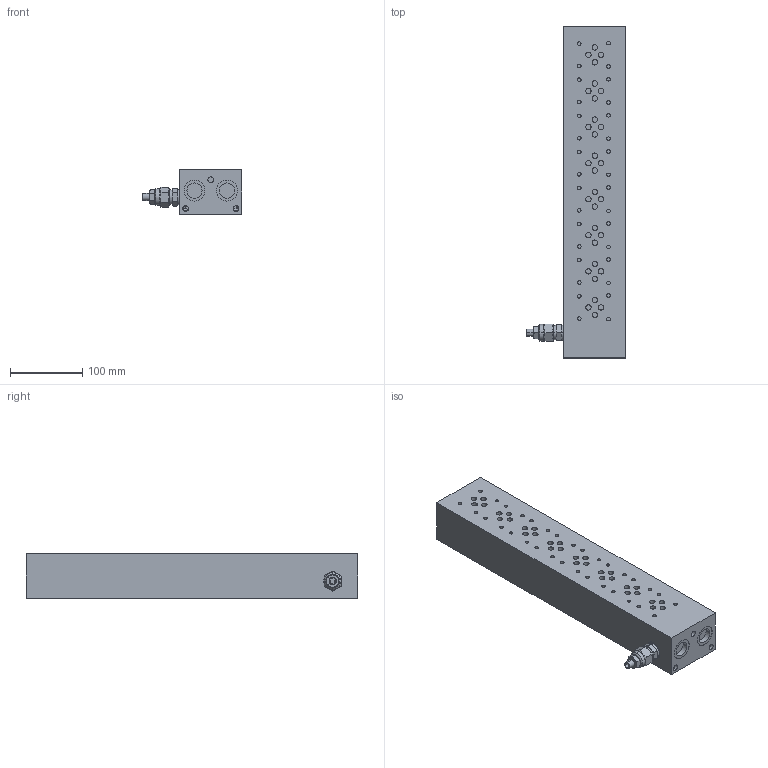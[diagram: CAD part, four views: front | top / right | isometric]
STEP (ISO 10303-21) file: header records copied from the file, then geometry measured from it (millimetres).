
FILE_DESCRIPTION( ( 'STEP AP214' ), '1' );
FILE_NAME( 'tmp0.step', '2010-04-14T15:33:57', ( ' ' ), ( ' ' ), 'XStep 1.0', ' ', ' ' );
FILE_SCHEMA( ( 'automotive_design' ) );
Length unit declared in the file: millimetre
Products named in the file (2): 1; 2
Bounding box: 138 x 460 x 62 mm (x, y, z)
Volume: 2403839.5 mm3; surface area: 174797 mm2
Topology: 2 solids, 18 shells, 581 faces, 1316 edges, 812 vertices
Faces by surface type: cylinder 260, plane 217, cone 104
Entity records: 30866 total; most frequent: DIRECTION 2950, CARTESIAN_POINT 2923, STYLED_ITEM 2635, PRESENTATION_STYLE_ASSIGNMENT 2635, COLOUR_RGB 2635, ORIENTED_EDGE 2480, EDGE_CURVE 1240, CURVE_STYLE 1240
